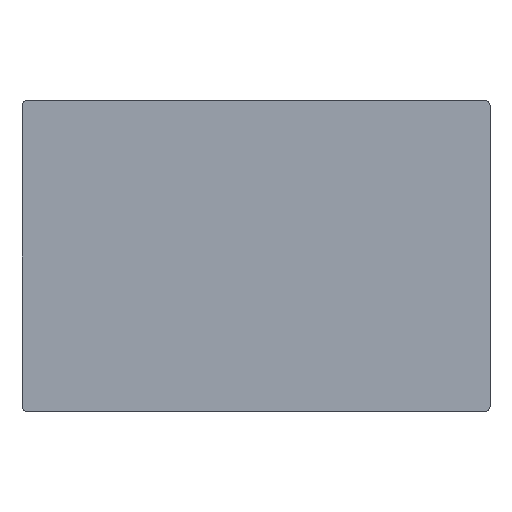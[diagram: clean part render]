
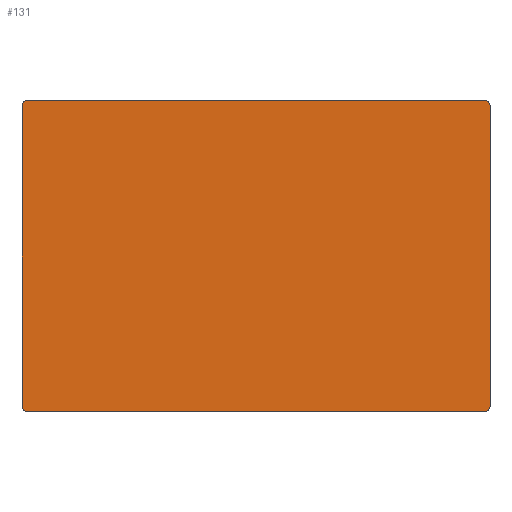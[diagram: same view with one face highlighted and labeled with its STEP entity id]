
A CAD part, front view. The second image highlights one B-rep face of the part: STEP entity #131.
In plain terms, the highlighted planar face has unit normal (0, -1, 0).
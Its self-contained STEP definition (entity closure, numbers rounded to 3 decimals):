
#4 = VECTOR ( 'NONE', #307, 1000. ) ;
#14 = LINE ( 'NONE', #72, #4 ) ;
#16 = DIRECTION ( 'NONE',  ( 0., 0., 1. ) ) ;
#17 = DIRECTION ( 'NONE',  ( 0., 0., -1. ) ) ;
#18 = ORIENTED_EDGE ( 'NONE', *, *, #306, .T. ) ;
#21 = ORIENTED_EDGE ( 'NONE', *, *, #136, .F. ) ;
#22 = VERTEX_POINT ( 'NONE', #243 ) ;
#29 = CARTESIAN_POINT ( 'NONE',  ( 2., 5., -587.5 ) ) ;
#35 = LINE ( 'NONE', #144, #141 ) ;
#36 = CARTESIAN_POINT ( 'NONE',  ( 898., 5., -587.5 ) ) ;
#38 = PLANE ( 'NONE',  #293 ) ;
#46 = VERTEX_POINT ( 'NONE', #29 ) ;
#60 = ORIENTED_EDGE ( 'NONE', *, *, #275, .T. ) ;
#68 = DIRECTION ( 'NONE',  ( 1., 0., 0. ) ) ;
#69 = CIRCLE ( 'NONE', #330, 10.5 ) ;
#72 = CARTESIAN_POINT ( 'NONE',  ( 898., 5., -2. ) ) ;
#81 = ORIENTED_EDGE ( 'NONE', *, *, #84, .T. ) ;
#82 = CARTESIAN_POINT ( 'NONE',  ( 887.5, 5., -12.5 ) ) ;
#83 = AXIS2_PLACEMENT_3D ( 'NONE', #140, #224, #137 ) ;
#84 = EDGE_CURVE ( 'NONE', #100, #269, #254, .T. ) ;
#93 = CARTESIAN_POINT ( 'NONE',  ( 2., 5., -2. ) ) ;
#100 = VERTEX_POINT ( 'NONE', #226 ) ;
#117 = FACE_OUTER_BOUND ( 'NONE', #162, .T. ) ;
#120 = VERTEX_POINT ( 'NONE', #36 ) ;
#121 = CARTESIAN_POINT ( 'NONE',  ( 887.5, 5., -2. ) ) ;
#122 = CARTESIAN_POINT ( 'NONE',  ( 2., 5., -2. ) ) ;
#126 = CARTESIAN_POINT ( 'NONE',  ( 887.5, 5., -587.5 ) ) ;
#131 = ADVANCED_FACE ( 'NONE', ( #117 ), #38, .T. ) ;
#136 = EDGE_CURVE ( 'NONE', #211, #263, #35, .T. ) ;
#137 = DIRECTION ( 'NONE',  ( 0., 0., -1. ) ) ;
#140 = CARTESIAN_POINT ( 'NONE',  ( 12.5, 5., -12.5 ) ) ;
#141 = VECTOR ( 'NONE', #249, 1000. ) ;
#142 = CARTESIAN_POINT ( 'NONE',  ( 0., 5., 0. ) ) ;
#144 = CARTESIAN_POINT ( 'NONE',  ( 2., 5., -598. ) ) ;
#150 = EDGE_CURVE ( 'NONE', #22, #320, #225, .T. ) ;
#158 = ORIENTED_EDGE ( 'NONE', *, *, #252, .F. ) ;
#162 = EDGE_LOOP ( 'NONE', ( #21, #18, #206, #81, #201, #244, #158, #60 ) ) ;
#182 = VECTOR ( 'NONE', #68, 1000. ) ;
#192 = DIRECTION ( 'NONE',  ( 0., -1., 0. ) ) ;
#201 = ORIENTED_EDGE ( 'NONE', *, *, #310, .F. ) ;
#206 = ORIENTED_EDGE ( 'NONE', *, *, #212, .F. ) ;
#207 = DIRECTION ( 'NONE',  ( 0., -1., 0. ) ) ;
#211 = VERTEX_POINT ( 'NONE', #281 ) ;
#212 = EDGE_CURVE ( 'NONE', #100, #120, #14, .T. ) ;
#224 = DIRECTION ( 'NONE',  ( 0., -1., 0. ) ) ;
#225 = CIRCLE ( 'NONE', #83, 10.5 ) ;
#226 = CARTESIAN_POINT ( 'NONE',  ( 898., 5., -12.5 ) ) ;
#229 = AXIS2_PLACEMENT_3D ( 'NONE', #82, #192, #299 ) ;
#230 = DIRECTION ( 'NONE',  ( 0., -1., 0. ) ) ;
#232 = CARTESIAN_POINT ( 'NONE',  ( 12.5, 5., -587.5 ) ) ;
#243 = CARTESIAN_POINT ( 'NONE',  ( 12.5, 5., -2. ) ) ;
#244 = ORIENTED_EDGE ( 'NONE', *, *, #150, .T. ) ;
#249 = DIRECTION ( 'NONE',  ( -1., 0., 0. ) ) ;
#252 = EDGE_CURVE ( 'NONE', #46, #320, #280, .T. ) ;
#254 = CIRCLE ( 'NONE', #229, 10.5 ) ;
#256 = DIRECTION ( 'NONE',  ( 0., 0., -1. ) ) ;
#260 = CARTESIAN_POINT ( 'NONE',  ( 12.5, 5., -598. ) ) ;
#263 = VERTEX_POINT ( 'NONE', #260 ) ;
#269 = VERTEX_POINT ( 'NONE', #121 ) ;
#275 = EDGE_CURVE ( 'NONE', #46, #263, #284, .T. ) ;
#277 = DIRECTION ( 'NONE',  ( 0., -1., 0. ) ) ;
#280 = LINE ( 'NONE', #122, #342 ) ;
#281 = CARTESIAN_POINT ( 'NONE',  ( 887.5, 5., -598. ) ) ;
#284 = CIRCLE ( 'NONE', #289, 10.5 ) ;
#289 = AXIS2_PLACEMENT_3D ( 'NONE', #232, #230, #17 ) ;
#293 = AXIS2_PLACEMENT_3D ( 'NONE', #142, #277, #256 ) ;
#299 = DIRECTION ( 'NONE',  ( 0., 0., -1. ) ) ;
#306 = EDGE_CURVE ( 'NONE', #211, #120, #69, .T. ) ;
#307 = DIRECTION ( 'NONE',  ( 0., 0., -1. ) ) ;
#310 = EDGE_CURVE ( 'NONE', #22, #269, #333, .T. ) ;
#315 = CARTESIAN_POINT ( 'NONE',  ( 2., 5., -12.5 ) ) ;
#320 = VERTEX_POINT ( 'NONE', #315 ) ;
#330 = AXIS2_PLACEMENT_3D ( 'NONE', #126, #207, #331 ) ;
#331 = DIRECTION ( 'NONE',  ( 0., 0., -1. ) ) ;
#333 = LINE ( 'NONE', #93, #182 ) ;
#342 = VECTOR ( 'NONE', #16, 1000. ) ;
